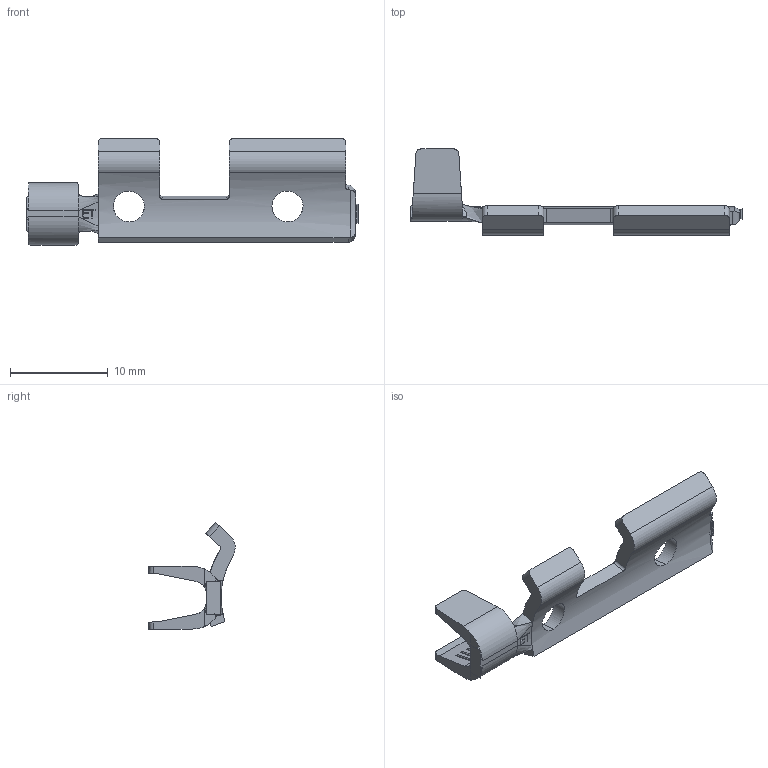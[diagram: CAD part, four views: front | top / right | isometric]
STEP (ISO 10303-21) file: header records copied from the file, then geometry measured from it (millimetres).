
FILE_DESCRIPTION (( 'STEP AP203' ), '1' );
FILE_NAME ('82083.STEP', '2015-02-12T20:11:33', ( '' ), ( '' ), 'SwSTEP 2.0', 'SolidWorks 2014', '' );
FILE_SCHEMA (( 'CONFIG_CONTROL_DESIGN' ));
Length unit declared in the file: inch
Products named in the file (1): 82083
Bounding box: 33.91 x 8.82 x 10.93 mm (x, y, z)
Volume: 427.2 mm3; surface area: 829.7 mm2
Topology: 4 solids, 4 shells, 196 faces, 482 edges, 296 vertices
Faces by surface type: plane 111, cylinder 41, bspline 24, cone 20
Entity records: 6835 total; most frequent: CARTESIAN_POINT 2333, ORIENTED_EDGE 964, DIRECTION 842, EDGE_CURVE 482, LINE 308, VECTOR 308, VERTEX_POINT 296, AXIS2_PLACEMENT_3D 267
